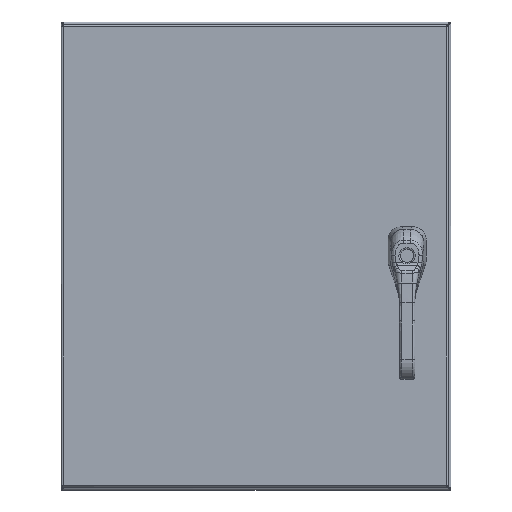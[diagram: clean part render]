
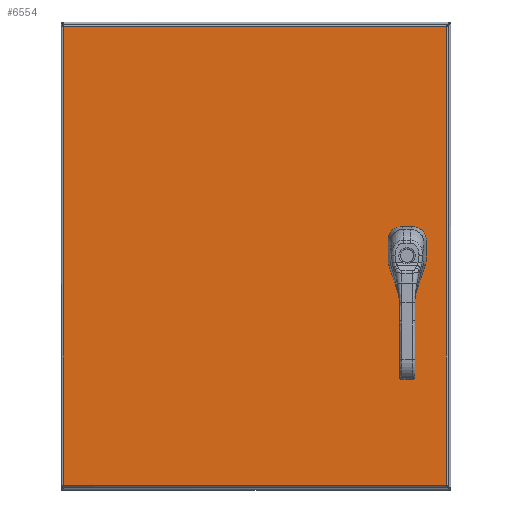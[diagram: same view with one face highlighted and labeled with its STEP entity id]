
A CAD part, top view. The second image highlights one B-rep face of the part: STEP entity #6554.
In plain terms, the highlighted face is planar.
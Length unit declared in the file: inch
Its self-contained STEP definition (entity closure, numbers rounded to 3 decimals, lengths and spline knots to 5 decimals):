
#4877=CARTESIAN_POINT('',(2.33762,12.275,0.0));
#4878=VERTEX_POINT('',#4877);
#4885=CARTESIAN_POINT('',(2.525,12.08762,0.0));
#4886=VERTEX_POINT('',#4885);
#4887=CARTESIAN_POINT('',(2.125,11.875,0.0));
#4888=DIRECTION('',(0.0,0.0,1.0));
#4889=DIRECTION('',(-0.469,-0.883,0.0));
#4890=AXIS2_PLACEMENT_3D('',#4887,#4888,#4889);
#4891=CIRCLE('',#4890,0.453);
#4892=EDGE_CURVE('',#4886,#4878,#4891,.T.);
#4917=CARTESIAN_POINT('',(2.525,11.66238,0.0));
#4918=VERTEX_POINT('',#4917);
#4919=CARTESIAN_POINT('',(2.525,11.66238,0.0));
#4920=DIRECTION('',(0.0,1.0,0.0));
#4921=VECTOR('',#4920,0.42525);
#4922=LINE('',#4919,#4921);
#4923=EDGE_CURVE('',#4918,#4886,#4922,.T.);
#4949=CARTESIAN_POINT('',(2.33762,11.475,0.0));
#4950=VERTEX_POINT('',#4949);
#4951=CARTESIAN_POINT('',(2.125,11.875,0.0));
#4952=DIRECTION('',(0.0,0.0,1.0));
#4953=DIRECTION('',(-0.883,0.469,0.0));
#4954=AXIS2_PLACEMENT_3D('',#4951,#4952,#4953);
#4955=CIRCLE('',#4954,0.453);
#4956=EDGE_CURVE('',#4950,#4918,#4955,.T.);
#4981=CARTESIAN_POINT('',(1.91238,11.475,0.0));
#4982=VERTEX_POINT('',#4981);
#4983=CARTESIAN_POINT('',(1.91238,11.475,0.0));
#4984=DIRECTION('',(1.0,0.0,0.0));
#4985=VECTOR('',#4984,0.42525);
#4986=LINE('',#4983,#4985);
#4987=EDGE_CURVE('',#4982,#4950,#4986,.T.);
#5013=CARTESIAN_POINT('',(1.725,11.66238,0.0));
#5014=VERTEX_POINT('',#5013);
#5015=CARTESIAN_POINT('',(2.125,11.875,0.0));
#5016=DIRECTION('',(0.0,0.0,1.0));
#5017=DIRECTION('',(0.469,0.883,0.0));
#5018=AXIS2_PLACEMENT_3D('',#5015,#5016,#5017);
#5019=CIRCLE('',#5018,0.453);
#5020=EDGE_CURVE('',#5014,#4982,#5019,.T.);
#5045=CARTESIAN_POINT('',(1.725,12.08762,0.0));
#5046=VERTEX_POINT('',#5045);
#5047=CARTESIAN_POINT('',(1.725,12.08762,0.0));
#5048=DIRECTION('',(0.0,-1.0,0.0));
#5049=VECTOR('',#5048,0.42525);
#5050=LINE('',#5047,#5049);
#5051=EDGE_CURVE('',#5046,#5014,#5050,.T.);
#5077=CARTESIAN_POINT('',(1.91238,12.275,0.0));
#5078=VERTEX_POINT('',#5077);
#5079=CARTESIAN_POINT('',(2.125,11.875,0.0));
#5080=DIRECTION('',(0.0,0.0,1.0));
#5081=DIRECTION('',(0.883,-0.469,0.0));
#5082=AXIS2_PLACEMENT_3D('',#5079,#5080,#5081);
#5083=CIRCLE('',#5082,0.453);
#5084=EDGE_CURVE('',#5078,#5046,#5083,.T.);
#5107=CARTESIAN_POINT('',(2.33762,12.275,0.0));
#5108=DIRECTION('',(-1.0,0.0,0.0));
#5109=VECTOR('',#5108,0.42525);
#5110=LINE('',#5107,#5109);
#5111=EDGE_CURVE('',#4878,#5078,#5110,.T.);
#5562=CARTESIAN_POINT('',(19.76975,0.10525,0.));
#5563=VERTEX_POINT('',#5562);
#5574=CARTESIAN_POINT('',(19.76975,23.64475,0.));
#5575=VERTEX_POINT('',#5574);
#5576=CARTESIAN_POINT('',(19.76975,23.64475,0.0));
#5577=DIRECTION('',(0.0,-1.0,0.0));
#5578=VECTOR('',#5577,23.5395);
#5579=LINE('',#5576,#5578);
#5580=EDGE_CURVE('',#5575,#5563,#5579,.T.);
#5732=CARTESIAN_POINT('',(0.10525,0.10525,0.));
#5733=VERTEX_POINT('',#5732);
#5744=CARTESIAN_POINT('',(19.76975,0.10525,0.0));
#5745=DIRECTION('',(-1.0,0.0,0.0));
#5746=VECTOR('',#5745,19.6645);
#5747=LINE('',#5744,#5746);
#5748=EDGE_CURVE('',#5563,#5733,#5747,.T.);
#6009=CARTESIAN_POINT('',(0.10525,23.64475,0.));
#6010=VERTEX_POINT('',#6009);
#6021=CARTESIAN_POINT('',(0.10525,0.10525,0.0));
#6022=DIRECTION('',(0.0,1.0,0.0));
#6023=VECTOR('',#6022,23.5395);
#6024=LINE('',#6021,#6023);
#6025=EDGE_CURVE('',#5733,#6010,#6024,.T.);
#6290=CARTESIAN_POINT('',(0.10525,23.64475,0.0));
#6291=DIRECTION('',(1.0,0.0,0.0));
#6292=VECTOR('',#6291,19.6645);
#6293=LINE('',#6290,#6292);
#6294=EDGE_CURVE('',#6010,#5575,#6293,.T.);
#6533=CARTESIAN_POINT('',(9.9375,11.875,0.0));
#6534=DIRECTION('',(0.0,0.0,1.0));
#6535=DIRECTION('',(1.0,0.0,0.0));
#6536=AXIS2_PLACEMENT_3D('',#6533,#6534,#6535);
#6537=PLANE('',#6536);
#6538=ORIENTED_EDGE('',*,*,#5580,.T.);
#6539=ORIENTED_EDGE('',*,*,#5748,.T.);
#6540=ORIENTED_EDGE('',*,*,#6025,.T.);
#6541=ORIENTED_EDGE('',*,*,#6294,.T.);
#6542=EDGE_LOOP('',(#6538,#6539,#6540,#6541));
#6543=FACE_OUTER_BOUND('',#6542,.T.);
#6544=ORIENTED_EDGE('',*,*,#4892,.T.);
#6545=ORIENTED_EDGE('',*,*,#5111,.T.);
#6546=ORIENTED_EDGE('',*,*,#5084,.T.);
#6547=ORIENTED_EDGE('',*,*,#5051,.T.);
#6548=ORIENTED_EDGE('',*,*,#5020,.T.);
#6549=ORIENTED_EDGE('',*,*,#4987,.T.);
#6550=ORIENTED_EDGE('',*,*,#4956,.T.);
#6551=ORIENTED_EDGE('',*,*,#4923,.T.);
#6552=EDGE_LOOP('',(#6544,#6545,#6546,#6547,#6548,#6549,#6550,#6551));
#6553=FACE_BOUND('',#6552,.T.);
#6554=ADVANCED_FACE('',(#6543,#6553),#6537,.F.);
